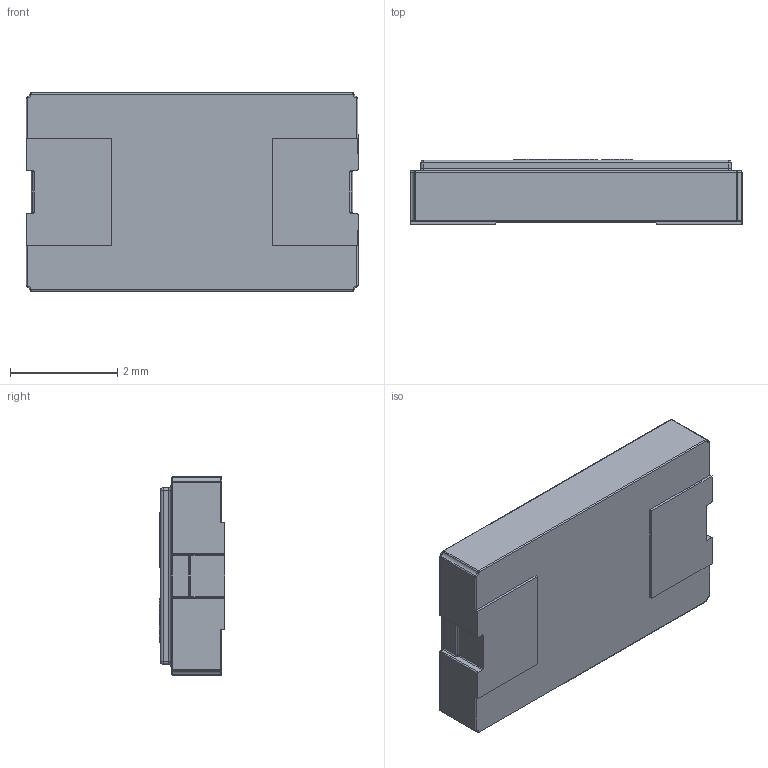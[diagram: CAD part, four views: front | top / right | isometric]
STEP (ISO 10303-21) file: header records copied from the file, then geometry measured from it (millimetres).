
FILE_DESCRIPTION (( 'STEP AP214' ), '1' );
FILE_NAME ('User Library-GeyerElectronics_KX12B.STEP', '2015-07-19T19:30:58', ( 'Windows User' ), ( '' ), 'SwSTEP 2.0', 'SolidWorks 2015', '' );
FILE_SCHEMA (( 'AUTOMOTIVE_DESIGN' ));
Length unit declared in the file: millimetre
Products named in the file (1): User Library-GeyerElectronics_KX12B
Bounding box: 6.2 x 1.22 x 3.7 mm (x, y, z)
Volume: 25.7 mm3; surface area: 68.4 mm2
Topology: 1 solids, 1 shells, 232 faces, 574 edges, 328 vertices
Faces by surface type: plane 69, cylinder 62, bspline 53, sphere 28, torus 20
Entity records: 12346 total; most frequent: CARTESIAN_POINT 4712, ORIENTED_EDGE 1092, DIRECTION 960, EDGE_CURVE 546, AXIS2_PLACEMENT_3D 340, VERTEX_POINT 328, LINE 280, VECTOR 280
